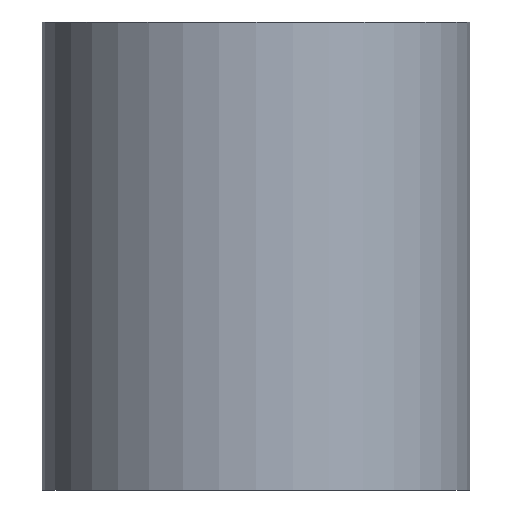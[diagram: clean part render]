
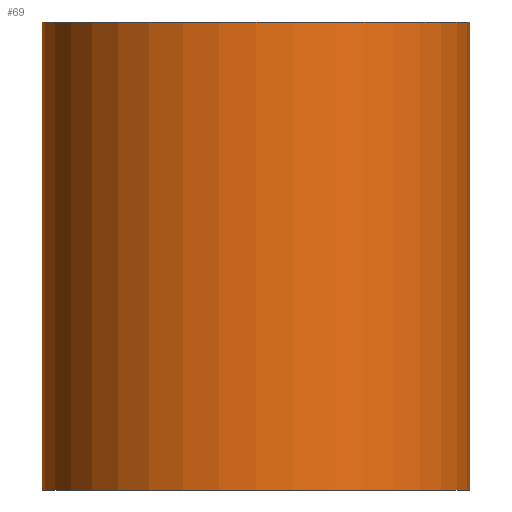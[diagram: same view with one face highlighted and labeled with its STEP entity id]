
A CAD part, front view. The second image highlights one B-rep face of the part: STEP entity #69.
In plain terms, the highlighted cylindrical face has radius 16 mm (diameter 32 mm), a partial arc.
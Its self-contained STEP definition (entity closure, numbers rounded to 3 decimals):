
#32 = EDGE_CURVE ( 'NONE', #52, #55, #122, .T. ) ;
#34 = ORIENTED_EDGE ( 'NONE', *, *, #68, .T. ) ;
#35 = ORIENTED_EDGE ( 'NONE', *, *, #32, .F. ) ;
#51 = EDGE_CURVE ( 'NONE', #65, #52, #145, .T. ) ;
#52 = VERTEX_POINT ( 'NONE', #141 ) ;
#55 = VERTEX_POINT ( 'NONE', #135 ) ;
#57 = EDGE_LOOP ( 'NONE', ( #70, #71, #34, #35 ) ) ;
#64 = VERTEX_POINT ( 'NONE', #173 ) ;
#65 = VERTEX_POINT ( 'NONE', #172 ) ;
#68 = EDGE_CURVE ( 'NONE', #64, #55, #167, .T. ) ;
#69 = ADVANCED_FACE ( 'NONE', ( #163 ), #320, .T. ) ;
#70 = ORIENTED_EDGE ( 'NONE', *, *, #51, .F. ) ;
#71 = ORIENTED_EDGE ( 'NONE', *, *, #72, .T. ) ;
#72 = EDGE_CURVE ( 'NONE', #65, #64, #271, .T. ) ;
#118 = DIRECTION ( 'NONE',  ( 1., 0., 0. ) ) ;
#119 = DIRECTION ( 'NONE',  ( 0., 0., 1. ) ) ;
#120 = CARTESIAN_POINT ( 'NONE',  ( 0., 0., 0. ) ) ;
#121 = AXIS2_PLACEMENT_3D ( 'NONE', #120, #119, #118 ) ;
#122 = CIRCLE ( 'NONE', #121, 16. ) ;
#135 = CARTESIAN_POINT ( 'NONE',  ( 16., 0., 0. ) ) ;
#141 = CARTESIAN_POINT ( 'NONE',  ( -16., 0., 0. ) ) ;
#142 = DIRECTION ( 'NONE',  ( 0., 0., 1. ) ) ;
#143 = VECTOR ( 'NONE', #142, 1000. ) ;
#144 = CARTESIAN_POINT ( 'NONE',  ( -16., 0., 0. ) ) ;
#145 = LINE ( 'NONE', #144, #143 ) ;
#163 = FACE_OUTER_BOUND ( 'NONE', #57, .T. ) ;
#164 = DIRECTION ( 'NONE',  ( 0., 0., 1. ) ) ;
#165 = VECTOR ( 'NONE', #164, 1000. ) ;
#166 = CARTESIAN_POINT ( 'NONE',  ( 16., 0., 0. ) ) ;
#167 = LINE ( 'NONE', #166, #165 ) ;
#172 = CARTESIAN_POINT ( 'NONE',  ( -16., 0., -35. ) ) ;
#173 = CARTESIAN_POINT ( 'NONE',  ( 16., 0., -35. ) ) ;
#271 = CIRCLE ( 'NONE', #299, 16. ) ;
#272 = DIRECTION ( 'NONE',  ( 1., 0., 0. ) ) ;
#279 = CARTESIAN_POINT ( 'NONE',  ( 0., 0., 0. ) ) ;
#280 = AXIS2_PLACEMENT_3D ( 'NONE', #279, #337, #272 ) ;
#293 = DIRECTION ( 'NONE',  ( 1., 0., 0. ) ) ;
#294 = DIRECTION ( 'NONE',  ( 0., 0., 1. ) ) ;
#298 = CARTESIAN_POINT ( 'NONE',  ( 0., 0., -35. ) ) ;
#299 = AXIS2_PLACEMENT_3D ( 'NONE', #298, #294, #293 ) ;
#320 = CYLINDRICAL_SURFACE ( 'NONE', #280, 16. ) ;
#337 = DIRECTION ( 'NONE',  ( 0., 0., 1. ) ) ;
